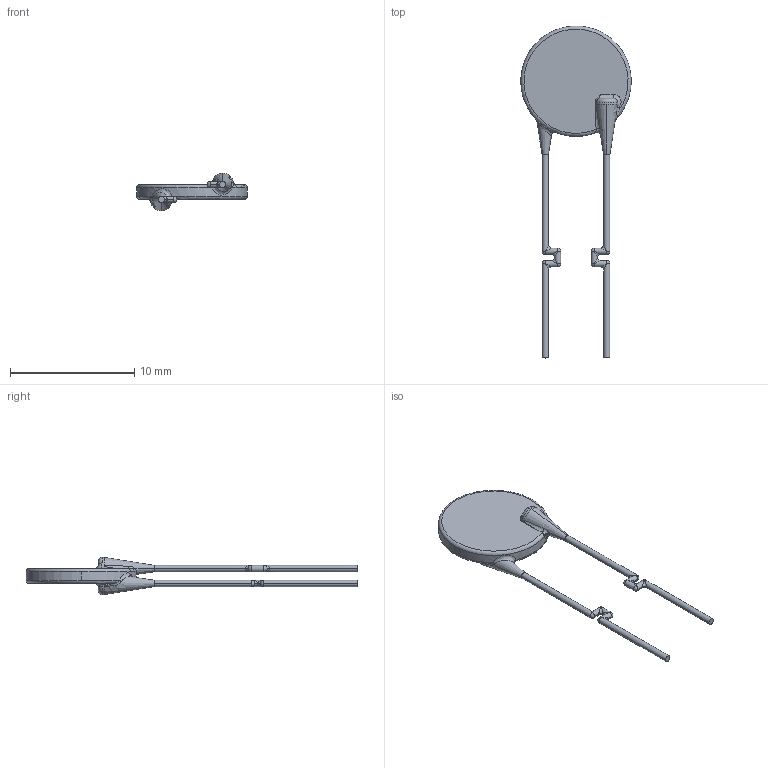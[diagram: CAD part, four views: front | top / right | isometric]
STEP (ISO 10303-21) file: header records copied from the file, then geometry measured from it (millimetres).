
FILE_DESCRIPTION((''),'2;1');
FILE_NAME('MF-R135','2012-07-25T',('ryans'),('Bourns, Inc.'),'PRO/ENGINEER BY PARAMETRIC TECHNOLOGY CORPORATION, 2010100','PRO/ENGINEER BY PARAMETRIC TECHNOLOGY CORPORATION, 2010100','');
FILE_SCHEMA(('CONFIG_CONTROL_DESIGN'));
Length unit declared in the file: millimetre
Products named in the file (1): MF-R135
Bounding box: 8.9 x 26.75 x 3 mm (x, y, z)
Volume: 88.9 mm3; surface area: 227.1 mm2
Topology: 1 solids, 1 shells, 78 faces, 184 edges, 108 vertices
Faces by surface type: bspline 32, cylinder 24, sphere 8, plane 6, cone 4, torus 4
Entity records: 5113 total; most frequent: CARTESIAN_POINT 3517, ORIENTED_EDGE 368, DIRECTION 274, EDGE_CURVE 184, AXIS2_PLACEMENT_3D 122, VERTEX_POINT 108, EDGE_LOOP 78, FACE_OUTER_BOUND 78
